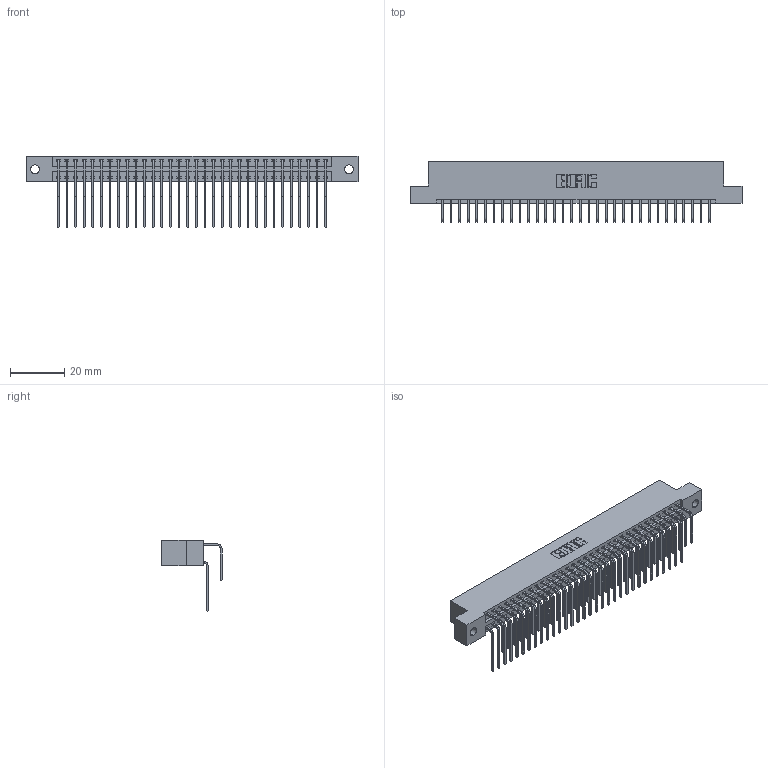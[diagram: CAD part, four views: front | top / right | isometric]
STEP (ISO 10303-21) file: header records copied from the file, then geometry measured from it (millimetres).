
FILE_DESCRIPTION (( 'STEP AP203' ), '1' );
FILE_NAME ('396-064-558-202.STEP', '2019-11-03T10:14:05', ( '' ), ( '' ), 'SwSTEP 2.0', 'SolidWorks 2016', '' );
FILE_SCHEMA (( 'CONFIG_CONTROL_DESIGN' ));
Length unit declared in the file: inch
Products named in the file (4): 346 Part_Flush Mounting Lugs - 0.128 Dia; 345-292-001_558 559 Tail - 1; 345-292-001_558 Tail - 2; 396-064-558-202
Assembly tree (65 placements, depth 2):
  396-064-558-202
    346 Part_Flush Mounting Lugs - 0.128 Dia
    345-292-001_558 559 Tail - 1  x32
    345-292-001_558 Tail - 2  x32
Bounding box: 122.17 x 22.16 x 26.16 mm (x, y, z)
Volume: 12168.3 mm3; surface area: 18070.9 mm2
Topology: 65 solids, 65 shells, 3578 faces, 10633 edges, 7002 vertices
Faces by surface type: plane 2444, cylinder 1134
Entity records: 24017 total; most frequent: CARTESIAN_POINT 4023, ORIENTED_EDGE 3906, DIRECTION 3569, EDGE_CURVE 1953, LINE 1653, VECTOR 1653, VERTEX_POINT 1298, AXIS2_PLACEMENT_3D 958
